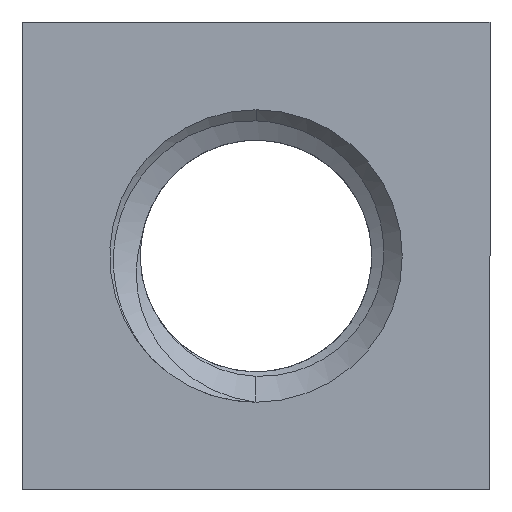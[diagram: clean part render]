
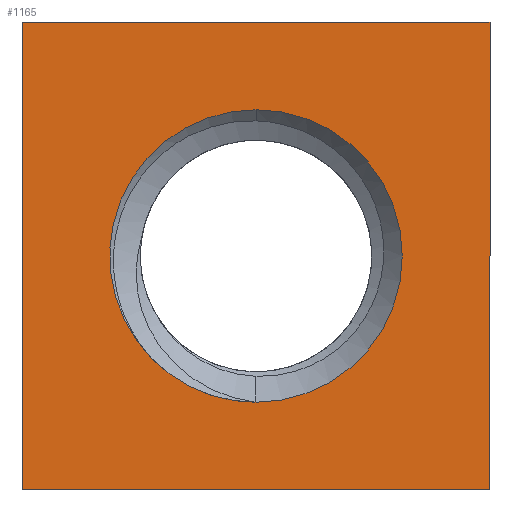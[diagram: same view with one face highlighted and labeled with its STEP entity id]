
A CAD part, front view. The second image highlights one B-rep face of the part: STEP entity #1165.
In plain terms, the highlighted planar face has unit normal (0, -1, 0).
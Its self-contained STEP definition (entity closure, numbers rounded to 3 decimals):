
#1 = CARTESIAN_POINT ( 'NONE',  ( 0., -2., 2.5 ) ) ;
#11 = EDGE_LOOP ( 'NONE', ( #1717, #298, #300 ) ) ;
#19 = CARTESIAN_POINT ( 'NONE',  ( -4., -2., -4. ) ) ;
#21 = DIRECTION ( 'NONE',  ( 0., 0., -1. ) ) ;
#57 = EDGE_CURVE ( 'NONE', #1201, #1799, #1294, .T. ) ;
#142 = VECTOR ( 'NONE', #1655, 1000. ) ;
#197 = VERTEX_POINT ( 'NONE', #1939 ) ;
#238 = EDGE_CURVE ( 'NONE', #1333, #1911, #671, .T. ) ;
#273 = VECTOR ( 'NONE', #21, 1000. ) ;
#298 = ORIENTED_EDGE ( 'NONE', *, *, #238, .T. ) ;
#300 = ORIENTED_EDGE ( 'NONE', *, *, #1824, .T. ) ;
#335 = EDGE_CURVE ( 'NONE', #1799, #197, #931, .T. ) ;
#351 = CARTESIAN_POINT ( 'NONE',  ( 0., -2., -2.5 ) ) ;
#363 = DIRECTION ( 'NONE',  ( 0., 0., 1. ) ) ;
#393 = ORIENTED_EDGE ( 'NONE', *, *, #335, .F. ) ;
#453 = AXIS2_PLACEMENT_3D ( 'NONE', #681, #1732, #1301 ) ;
#457 = CARTESIAN_POINT ( 'NONE',  ( 4., -2., -4. ) ) ;
#474 = AXIS2_PLACEMENT_3D ( 'NONE', #1224, #1064, #615 ) ;
#506 = EDGE_CURVE ( 'NONE', #952, #1333, #790, .T. ) ;
#591 = DIRECTION ( 'NONE',  ( 0., 1., 0. ) ) ;
#610 = CARTESIAN_POINT ( 'NONE',  ( -4., -2., -4. ) ) ;
#615 = DIRECTION ( 'NONE',  ( 0., 0., 1. ) ) ;
#640 = AXIS2_PLACEMENT_3D ( 'NONE', #1496, #591, #1781 ) ;
#670 = CARTESIAN_POINT ( 'NONE',  ( 4., -2., 4. ) ) ;
#671 = CIRCLE ( 'NONE', #640, 2.5 ) ;
#676 = DIRECTION ( 'NONE',  ( -1., 0., 0. ) ) ;
#681 = CARTESIAN_POINT ( 'NONE',  ( -4., -2., 4. ) ) ;
#790 = CIRCLE ( 'NONE', #1164, 2.5 ) ;
#818 = DIRECTION ( 'NONE',  ( 0., 1., 0. ) ) ;
#867 = VECTOR ( 'NONE', #1817, 1000. ) ;
#931 = LINE ( 'NONE', #19, #867 ) ;
#952 = VERTEX_POINT ( 'NONE', #351 ) ;
#1048 = FACE_OUTER_BOUND ( 'NONE', #1297, .T. ) ;
#1064 = DIRECTION ( 'NONE',  ( 0., 1., 0. ) ) ;
#1107 = CARTESIAN_POINT ( 'NONE',  ( -4., -2., -4. ) ) ;
#1110 = LINE ( 'NONE', #457, #273 ) ;
#1115 = VERTEX_POINT ( 'NONE', #670 ) ;
#1136 = PLANE ( 'NONE',  #453 ) ;
#1164 = AXIS2_PLACEMENT_3D ( 'NONE', #1729, #818, #363 ) ;
#1165 = ADVANCED_FACE ( 'NONE', ( #1048, #1172 ), #1136, .F. ) ;
#1172 = FACE_BOUND ( 'NONE', #11, .T. ) ;
#1201 = VERTEX_POINT ( 'NONE', #1605 ) ;
#1224 = CARTESIAN_POINT ( 'NONE',  ( 0., -2., 0. ) ) ;
#1294 = LINE ( 'NONE', #1107, #1647 ) ;
#1297 = EDGE_LOOP ( 'NONE', ( #393, #1532, #1712, #1391 ) ) ;
#1301 = DIRECTION ( 'NONE',  ( 0., 0., 1. ) ) ;
#1333 = VERTEX_POINT ( 'NONE', #1719 ) ;
#1385 = LINE ( 'NONE', #1499, #142 ) ;
#1391 = ORIENTED_EDGE ( 'NONE', *, *, #1725, .F. ) ;
#1426 = EDGE_CURVE ( 'NONE', #1115, #1201, #1110, .T. ) ;
#1496 = CARTESIAN_POINT ( 'NONE',  ( 0., -2., 0. ) ) ;
#1499 = CARTESIAN_POINT ( 'NONE',  ( -4., -2., 4. ) ) ;
#1532 = ORIENTED_EDGE ( 'NONE', *, *, #57, .F. ) ;
#1605 = CARTESIAN_POINT ( 'NONE',  ( 4., -2., -4. ) ) ;
#1647 = VECTOR ( 'NONE', #676, 1000. ) ;
#1655 = DIRECTION ( 'NONE',  ( 1., 0., 0. ) ) ;
#1712 = ORIENTED_EDGE ( 'NONE', *, *, #1426, .F. ) ;
#1717 = ORIENTED_EDGE ( 'NONE', *, *, #506, .T. ) ;
#1719 = CARTESIAN_POINT ( 'NONE',  ( -1.768, -2., -1.768 ) ) ;
#1725 = EDGE_CURVE ( 'NONE', #197, #1115, #1385, .T. ) ;
#1729 = CARTESIAN_POINT ( 'NONE',  ( 0., -2., 0. ) ) ;
#1732 = DIRECTION ( 'NONE',  ( 0., 1., 0. ) ) ;
#1781 = DIRECTION ( 'NONE',  ( 0., 0., 1. ) ) ;
#1799 = VERTEX_POINT ( 'NONE', #610 ) ;
#1812 = CIRCLE ( 'NONE', #474, 2.5 ) ;
#1817 = DIRECTION ( 'NONE',  ( 0., 0., 1. ) ) ;
#1824 = EDGE_CURVE ( 'NONE', #1911, #952, #1812, .T. ) ;
#1911 = VERTEX_POINT ( 'NONE', #1 ) ;
#1939 = CARTESIAN_POINT ( 'NONE',  ( -4., -2., 4. ) ) ;
